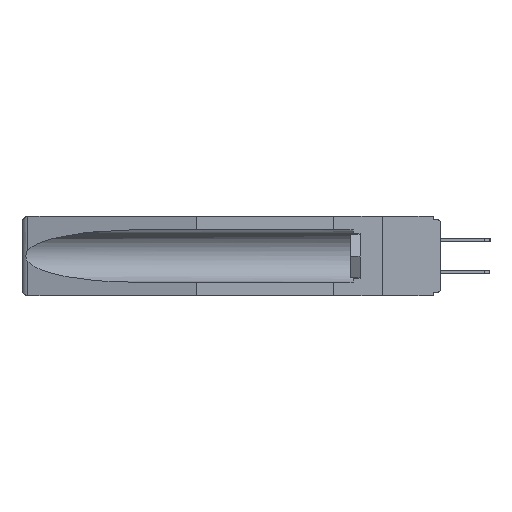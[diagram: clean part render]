
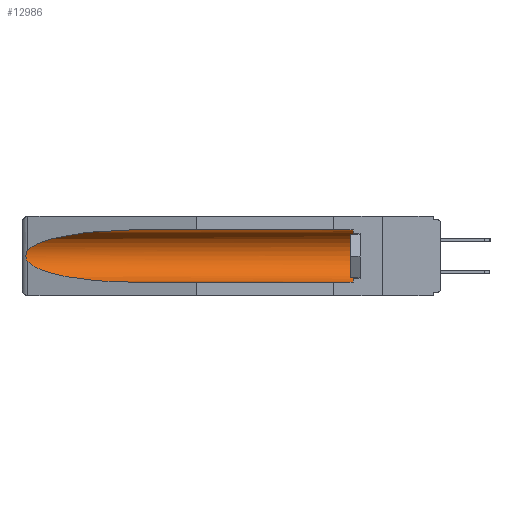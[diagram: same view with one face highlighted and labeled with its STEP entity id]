
A CAD part, left-side view. The second image highlights one B-rep face of the part: STEP entity #12986.
In plain terms, the highlighted cylindrical face has radius 2.857 mm (diameter 5.715 mm), a partial arc.
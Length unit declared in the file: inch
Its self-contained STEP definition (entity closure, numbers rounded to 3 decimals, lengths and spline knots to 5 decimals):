
#71 = DIRECTION ( 'NONE',  ( 0., 0., 1. ) ) ;
#312 = CARTESIAN_POINT ( 'NONE',  ( 0.2675, 1.53308, -0.16763 ) ) ;
#635 = LINE ( 'NONE', #5489, #5396 ) ;
#1894 =( BOUNDED_CURVE ( )  B_SPLINE_CURVE ( 3, ( #13878, #5123, #6467, #9590 ),
 .UNSPECIFIED., .F., .F. ) 
 B_SPLINE_CURVE_WITH_KNOTS ( ( 4, 4 ),
 ( 4.71239, 6.08839 ),
 .UNSPECIFIED. ) 
 CURVE ( )  GEOMETRIC_REPRESENTATION_ITEM ( )  RATIONAL_B_SPLINE_CURVE ( ( 1., 0.848, 0.848, 1. ) ) 
 REPRESENTATION_ITEM ( '' )  );
#2078 = EDGE_CURVE ( 'NONE', #3102, #2791, #5059, .T. ) ;
#2113 = ORIENTED_EDGE ( 'NONE', *, *, #8288, .T. ) ;
#2555 = CARTESIAN_POINT ( 'NONE',  ( 0.26597, 1.52961, -0.15275 ) ) ;
#2791 = VERTEX_POINT ( 'NONE', #3445 ) ;
#3044 =( BOUNDED_CURVE ( )  B_SPLINE_CURVE ( 3, ( #17512, #18987, #17642, #14668 ),
 .UNSPECIFIED., .F., .F. ) 
 B_SPLINE_CURVE_WITH_KNOTS ( ( 4, 4 ),
 ( 0.1948, 1.5708 ),
 .UNSPECIFIED. ) 
 CURVE ( )  GEOMETRIC_REPRESENTATION_ITEM ( )  RATIONAL_B_SPLINE_CURVE ( ( 1., 0.848, 0.848, 1. ) ) 
 REPRESENTATION_ITEM ( '' )  );
#3102 = VERTEX_POINT ( 'NONE', #8039 ) ;
#3286 = CARTESIAN_POINT ( 'NONE',  ( 0.2673, 1.5327, -0.16383 ) ) ;
#3445 = CARTESIAN_POINT ( 'NONE',  ( 0.155, 1.07973, -0.284 ) ) ;
#4751 = CARTESIAN_POINT ( 'NONE',  ( 0.26655, 1.53094, -0.18657 ) ) ;
#4815 = VERTEX_POINT ( 'NONE', #12998 ) ;
#4858 = EDGE_CURVE ( 'NONE', #3102, #4815, #8434, .T. ) ;
#5059 = LINE ( 'NONE', #11693, #9709 ) ;
#5123 = CARTESIAN_POINT ( 'NONE',  ( 0.21114, 1.30732, -0.059 ) ) ;
#5290 = CYLINDRICAL_SURFACE ( 'NONE', #18141, 0.1125 ) ;
#5396 = VECTOR ( 'NONE', #17209, 39.37008 ) ;
#5432 = CARTESIAN_POINT ( 'NONE',  ( 0.26537, 1.52718, -0.14972 ) ) ;
#5461 = VERTEX_POINT ( 'NONE', #13826 ) ;
#5489 = CARTESIAN_POINT ( 'NONE',  ( 0.155, -0.30754, -0.059 ) ) ;
#5664 = DIRECTION ( 'NONE',  ( 0., 1., 0. ) ) ;
#6343 = CARTESIAN_POINT ( 'NONE',  ( 0.155, -0.30754, -0.1715 ) ) ;
#6467 = CARTESIAN_POINT ( 'NONE',  ( 0.25451, 1.48313, -0.09465 ) ) ;
#6666 = ORIENTED_EDGE ( 'NONE', *, *, #16842, .T. ) ;
#7323 = CARTESIAN_POINT ( 'NONE',  ( 0.155, 0.126, -0.1715 ) ) ;
#7665 = AXIS2_PLACEMENT_3D ( 'NONE', #7323, #17766, #71 ) ;
#7828 = CARTESIAN_POINT ( 'NONE',  ( 0.2673, 1.53269, -0.17917 ) ) ;
#8038 = CARTESIAN_POINT ( 'NONE',  ( 0.26537, 1.52718, -0.19328 ) ) ;
#8039 = CARTESIAN_POINT ( 'NONE',  ( 0.155, 0.126, -0.284 ) ) ;
#8271 = ORIENTED_EDGE ( 'NONE', *, *, #4858, .T. ) ;
#8288 = EDGE_CURVE ( 'NONE', #9964, #2791, #3044, .T. ) ;
#8434 = CIRCLE ( 'NONE', #7665, 0.1125 ) ;
#9467 = DIRECTION ( 'NONE',  ( 0., 0., 1. ) ) ;
#9532 = DIRECTION ( 'NONE',  ( 0., 1., 0. ) ) ;
#9590 = CARTESIAN_POINT ( 'NONE',  ( 0.26537, 1.52718, -0.14972 ) ) ;
#9709 = VECTOR ( 'NONE', #5664, 39.37008 ) ;
#9964 = VERTEX_POINT ( 'NONE', #8038 ) ;
#10389 = FACE_OUTER_BOUND ( 'NONE', #13670, .T. ) ;
#10574 = CARTESIAN_POINT ( 'NONE',  ( 0.26597, 1.5296, -0.19026 ) ) ;
#10645 = CARTESIAN_POINT ( 'NONE',  ( 0.26654, 1.53092, -0.15636 ) ) ;
#10719 = ORIENTED_EDGE ( 'NONE', *, *, #2078, .F. ) ;
#11693 = CARTESIAN_POINT ( 'NONE',  ( 0.155, -0.30754, -0.284 ) ) ;
#12986 = ADVANCED_FACE ( 'NONE', ( #10389 ), #5290, .F. ) ;
#12998 = CARTESIAN_POINT ( 'NONE',  ( 0.155, 0.126, -0.059 ) ) ;
#13115 = B_SPLINE_CURVE_WITH_KNOTS ( 'NONE', 3,
 ( #5432, #2555, #10645, #3286, #312, #16620, #7828, #4751, #10574, #16554 ),
 .UNSPECIFIED., .F., .F.,
 ( 4, 2, 2, 2, 4 ),
 ( 0., 0.00029, 0.00058, 0.00087, 0.00117 ),
 .UNSPECIFIED. ) ;
#13670 = EDGE_LOOP ( 'NONE', ( #17183, #6666, #2113, #10719, #8271, #17806 ) ) ;
#13826 = CARTESIAN_POINT ( 'NONE',  ( 0.26537, 1.52718, -0.14972 ) ) ;
#13878 = CARTESIAN_POINT ( 'NONE',  ( 0.155, 1.07973, -0.059 ) ) ;
#14237 = CARTESIAN_POINT ( 'NONE',  ( 0.155, 1.07973, -0.059 ) ) ;
#14668 = CARTESIAN_POINT ( 'NONE',  ( 0.155, 1.07973, -0.284 ) ) ;
#16554 = CARTESIAN_POINT ( 'NONE',  ( 0.26537, 1.52718, -0.19328 ) ) ;
#16620 = CARTESIAN_POINT ( 'NONE',  ( 0.2675, 1.53308, -0.17534 ) ) ;
#16842 = EDGE_CURVE ( 'NONE', #5461, #9964, #13115, .T. ) ;
#16924 = EDGE_CURVE ( 'NONE', #4815, #16964, #635, .T. ) ;
#16964 = VERTEX_POINT ( 'NONE', #14237 ) ;
#17183 = ORIENTED_EDGE ( 'NONE', *, *, #18585, .T. ) ;
#17209 = DIRECTION ( 'NONE',  ( 0., 1., 0. ) ) ;
#17512 = CARTESIAN_POINT ( 'NONE',  ( 0.26537, 1.52718, -0.19328 ) ) ;
#17642 = CARTESIAN_POINT ( 'NONE',  ( 0.21114, 1.30732, -0.284 ) ) ;
#17766 = DIRECTION ( 'NONE',  ( 0., -1., 0. ) ) ;
#17806 = ORIENTED_EDGE ( 'NONE', *, *, #16924, .T. ) ;
#18141 = AXIS2_PLACEMENT_3D ( 'NONE', #6343, #9532, #9467 ) ;
#18585 = EDGE_CURVE ( 'NONE', #16964, #5461, #1894, .T. ) ;
#18987 = CARTESIAN_POINT ( 'NONE',  ( 0.25451, 1.48313, -0.24835 ) ) ;
